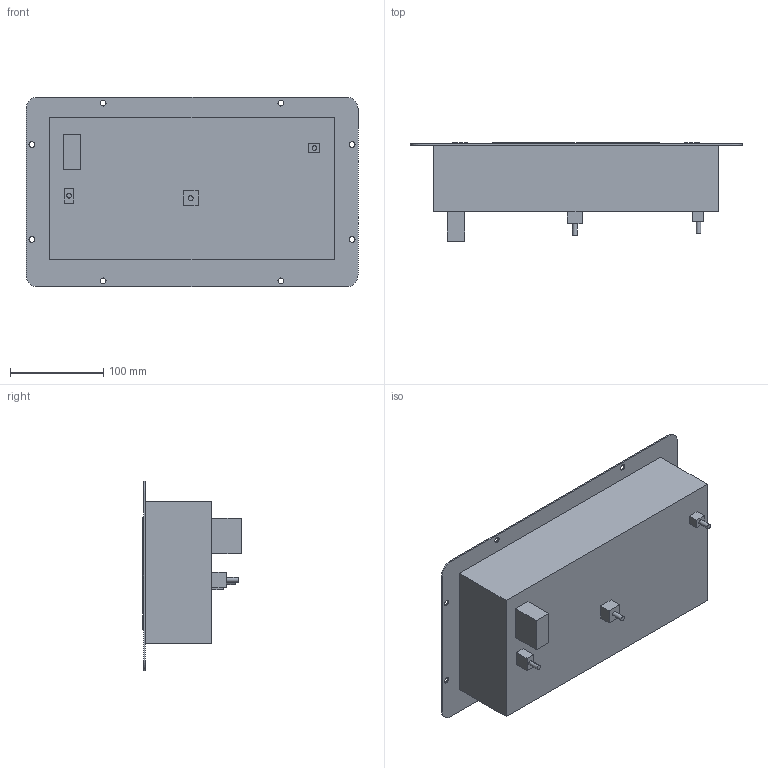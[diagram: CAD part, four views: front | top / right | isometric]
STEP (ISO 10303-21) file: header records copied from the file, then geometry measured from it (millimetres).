
FILE_DESCRIPTION((''),'2;1');
FILE_NAME('FLANGEMOUNTDISPLAYENVELOPE','2025-01-03T12:42:23',('bwaterworth'),(''),'CREO PARAMETRIC BY PTC INC, 2020354','CREO PARAMETRIC BY PTC INC, 2020354','');
FILE_SCHEMA(('CONFIG_CONTROL_DESIGN'));
Length unit declared in the file: inch
Products named in the file (1): FLANGEMOUNTDISPLAYENVELOPE
Bounding box: 355.6 x 105.59 x 203.2 mm (x, y, z)
Volume: 3463931.7 mm3; surface area: 217634.8 mm2
Topology: 1 solids, 1 shells, 79 faces, 194 edges, 128 vertices
Faces by surface type: plane 41, cylinder 34, cone 4
Entity records: 2420 total; most frequent: DIRECTION 424, CARTESIAN_POINT 401, ORIENTED_EDGE 388, EDGE_CURVE 194, AXIS2_PLACEMENT_3D 151, VERTEX_POINT 128, VECTOR 122, LINE 122
